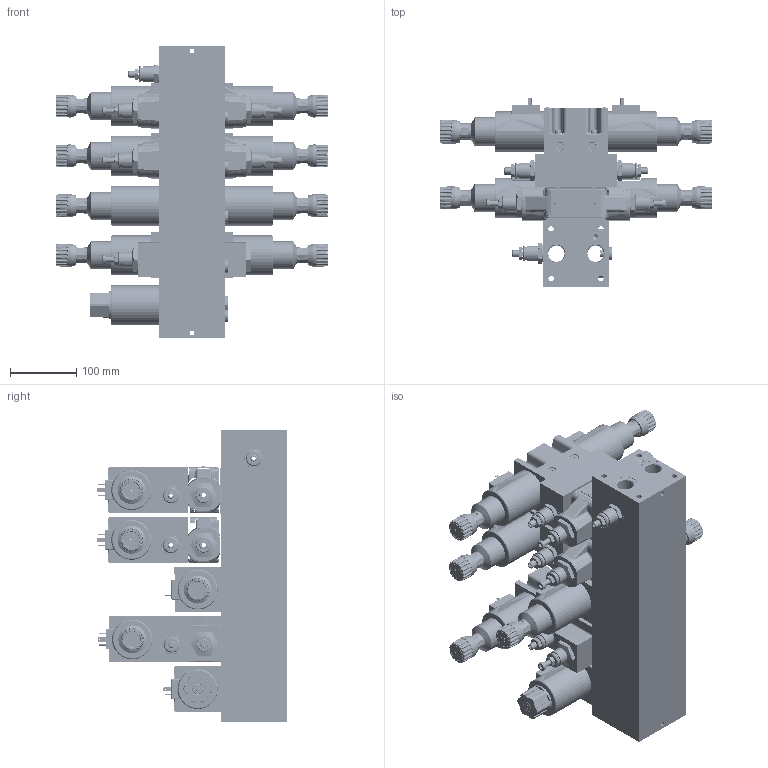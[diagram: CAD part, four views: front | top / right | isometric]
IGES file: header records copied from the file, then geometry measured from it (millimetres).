
Start section: SolidWorks IGES file using analytic representation for surfaces
Global section: file name: P15112029.igs; native system: SolidWorks 2014; preprocessor: SolidWorks 2014; author: serviziopdm; date: 150130.141401; units: millimetre
Bounding box: 411.2 x 286.3 x 441 mm (x, y, z)
Surface area: 934917.4 mm2 (no closed solid volume)
Topology: 0 solids, 0 shells, 4259 faces, 93578 edges, 93565 vertices
Faces by surface type: bspline 2957, revolution 1302
